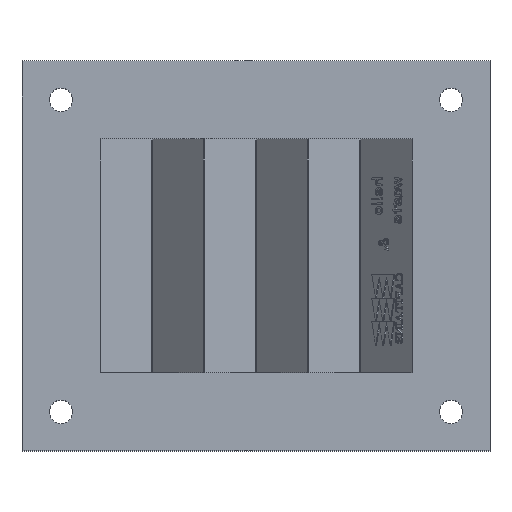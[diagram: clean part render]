
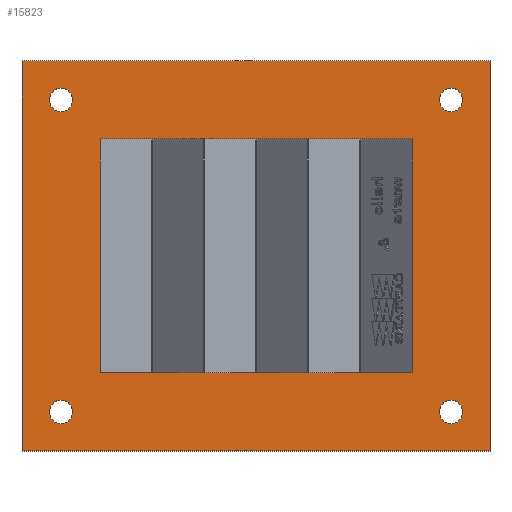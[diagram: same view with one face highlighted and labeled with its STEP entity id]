
A CAD part, top view. The second image highlights one B-rep face of the part: STEP entity #15823.
In plain terms, the highlighted planar face has unit normal (0, 0, 1).
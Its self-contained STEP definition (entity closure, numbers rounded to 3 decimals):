
#8 = CARTESIAN_POINT ( 'NONE',  ( 160.5, 15., 0. ) ) ;
#277 = CARTESIAN_POINT ( 'NONE',  ( 160.5, 135., 0. ) ) ;
#459 = CIRCLE ( 'NONE', #18539, 4.5 ) ;
#544 = CIRCLE ( 'NONE', #956, 4.5 ) ;
#860 = EDGE_CURVE ( 'NONE', #4808, #4176, #15599, .T. ) ;
#956 = AXIS2_PLACEMENT_3D ( 'NONE', #3404, #1751, #1498 ) ;
#1053 = VERTEX_POINT ( 'NONE', #15066 ) ;
#1084 = AXIS2_PLACEMENT_3D ( 'NONE', #20264, #16247, #16610 ) ;
#1498 = DIRECTION ( 'NONE',  ( -1., 0., 0. ) ) ;
#1685 = VECTOR ( 'NONE', #23258, 1000. ) ;
#1737 = ORIENTED_EDGE ( 'NONE', *, *, #19715, .T. ) ;
#1751 = DIRECTION ( 'NONE',  ( 0., 0., -1. ) ) ;
#1964 = CARTESIAN_POINT ( 'NONE',  ( 180., 0., 0. ) ) ;
#1966 = DIRECTION ( 'NONE',  ( -1., 0., 0. ) ) ;
#2004 = CARTESIAN_POINT ( 'NONE',  ( 30., 120., 0. ) ) ;
#2005 = EDGE_CURVE ( 'NONE', #15494, #1053, #19939, .T. ) ;
#2088 = CARTESIAN_POINT ( 'NONE',  ( 19.5, 135., 0. ) ) ;
#2119 = DIRECTION ( 'NONE',  ( -1., 0., 0. ) ) ;
#2174 = DIRECTION ( 'NONE',  ( 0., 0., -1. ) ) ;
#2630 = DIRECTION ( 'NONE',  ( -1., 0., 0. ) ) ;
#2767 = EDGE_LOOP ( 'NONE', ( #8535, #16375, #9717, #11765 ) ) ;
#3122 = AXIS2_PLACEMENT_3D ( 'NONE', #11736, #15634, #7714 ) ;
#3212 = CARTESIAN_POINT ( 'NONE',  ( 30., 120., 0. ) ) ;
#3404 = CARTESIAN_POINT ( 'NONE',  ( 15., 15., 0. ) ) ;
#3719 = FACE_BOUND ( 'NONE', #7798, .T. ) ;
#3739 = VERTEX_POINT ( 'NONE', #18094 ) ;
#4135 = DIRECTION ( 'NONE',  ( 1., 0., 0. ) ) ;
#4176 = VERTEX_POINT ( 'NONE', #10216 ) ;
#4343 = EDGE_CURVE ( 'NONE', #11962, #17378, #544, .T. ) ;
#4449 = DIRECTION ( 'NONE',  ( 0., -1., 0. ) ) ;
#4796 = VECTOR ( 'NONE', #13572, 1000. ) ;
#4808 = VERTEX_POINT ( 'NONE', #3212 ) ;
#5227 = FACE_BOUND ( 'NONE', #20374, .T. ) ;
#5537 = AXIS2_PLACEMENT_3D ( 'NONE', #18828, #22976, #1966 ) ;
#5615 = CARTESIAN_POINT ( 'NONE',  ( 169.5, 135., 0. ) ) ;
#5829 = CARTESIAN_POINT ( 'NONE',  ( 180., 150., 0. ) ) ;
#5842 = LINE ( 'NONE', #9376, #21611 ) ;
#6073 = VECTOR ( 'NONE', #15128, 1000. ) ;
#6142 = CARTESIAN_POINT ( 'NONE',  ( 0., 30., 0. ) ) ;
#6167 = CARTESIAN_POINT ( 'NONE',  ( 165., 15., 0. ) ) ;
#6266 = LINE ( 'NONE', #6142, #8325 ) ;
#6354 = CIRCLE ( 'NONE', #3122, 4.5 ) ;
#6603 = DIRECTION ( 'NONE',  ( 1., 0., 0. ) ) ;
#6749 = ORIENTED_EDGE ( 'NONE', *, *, #4343, .T. ) ;
#6895 = EDGE_CURVE ( 'NONE', #10478, #23457, #10499, .T. ) ;
#7069 = ORIENTED_EDGE ( 'NONE', *, *, #23100, .T. ) ;
#7283 = LINE ( 'NONE', #16834, #4796 ) ;
#7428 = DIRECTION ( 'NONE',  ( -1., 0., 0. ) ) ;
#7695 = ORIENTED_EDGE ( 'NONE', *, *, #8008, .F. ) ;
#7714 = DIRECTION ( 'NONE',  ( -1., 0., 0. ) ) ;
#7798 = EDGE_LOOP ( 'NONE', ( #6749, #1737 ) ) ;
#7868 = VERTEX_POINT ( 'NONE', #5829 ) ;
#7969 = CARTESIAN_POINT ( 'NONE',  ( 180., 150., 0. ) ) ;
#7971 = EDGE_LOOP ( 'NONE', ( #8594, #9838 ) ) ;
#8008 = EDGE_CURVE ( 'NONE', #7868, #11627, #21908, .T. ) ;
#8325 = VECTOR ( 'NONE', #4135, 1000. ) ;
#8357 = ORIENTED_EDGE ( 'NONE', *, *, #2005, .T. ) ;
#8533 = ORIENTED_EDGE ( 'NONE', *, *, #24467, .F. ) ;
#8535 = ORIENTED_EDGE ( 'NONE', *, *, #17711, .F. ) ;
#8572 = EDGE_CURVE ( 'NONE', #1053, #11627, #14160, .T. ) ;
#8594 = ORIENTED_EDGE ( 'NONE', *, *, #16538, .T. ) ;
#8878 = CARTESIAN_POINT ( 'NONE',  ( 0., 150., 0. ) ) ;
#9051 = VERTEX_POINT ( 'NONE', #8 ) ;
#9264 = VERTEX_POINT ( 'NONE', #18595 ) ;
#9376 = CARTESIAN_POINT ( 'NONE',  ( 0., 150., 0. ) ) ;
#9413 = EDGE_CURVE ( 'NONE', #12425, #9264, #7283, .T. ) ;
#9572 = CARTESIAN_POINT ( 'NONE',  ( 15., 15., 0. ) ) ;
#9717 = ORIENTED_EDGE ( 'NONE', *, *, #14120, .T. ) ;
#9838 = ORIENTED_EDGE ( 'NONE', *, *, #19637, .T. ) ;
#10216 = CARTESIAN_POINT ( 'NONE',  ( 30., 30., 0. ) ) ;
#10478 = VERTEX_POINT ( 'NONE', #2088 ) ;
#10499 = CIRCLE ( 'NONE', #24554, 4.5 ) ;
#11382 = FACE_BOUND ( 'NONE', #2767, .T. ) ;
#11627 = VERTEX_POINT ( 'NONE', #1964 ) ;
#11628 = DIRECTION ( 'NONE',  ( 1., 0., 0. ) ) ;
#11736 = CARTESIAN_POINT ( 'NONE',  ( 165., 135., 0. ) ) ;
#11765 = ORIENTED_EDGE ( 'NONE', *, *, #9413, .T. ) ;
#11952 = CIRCLE ( 'NONE', #1084, 4.5 ) ;
#11962 = VERTEX_POINT ( 'NONE', #14345 ) ;
#12317 = DIRECTION ( 'NONE',  ( 0., 0., -1. ) ) ;
#12425 = VERTEX_POINT ( 'NONE', #23745 ) ;
#12518 = VECTOR ( 'NONE', #6603, 1000. ) ;
#12904 = FACE_BOUND ( 'NONE', #7971, .T. ) ;
#13000 = LINE ( 'NONE', #14635, #6073 ) ;
#13048 = CARTESIAN_POINT ( 'NONE',  ( 10.5, 135., 0. ) ) ;
#13572 = DIRECTION ( 'NONE',  ( 0., -1., 0. ) ) ;
#14120 = EDGE_CURVE ( 'NONE', #4808, #12425, #13000, .T. ) ;
#14160 = LINE ( 'NONE', #21707, #12518 ) ;
#14345 = CARTESIAN_POINT ( 'NONE',  ( 10.5, 15., 0. ) ) ;
#14635 = CARTESIAN_POINT ( 'NONE',  ( 0., 120., 0. ) ) ;
#14778 = FACE_BOUND ( 'NONE', #23715, .T. ) ;
#14782 = CIRCLE ( 'NONE', #15585, 4.5 ) ;
#15035 = DIRECTION ( 'NONE',  ( 0., 0., -1. ) ) ;
#15066 = CARTESIAN_POINT ( 'NONE',  ( 0., 0., 0. ) ) ;
#15128 = DIRECTION ( 'NONE',  ( 1., 0., 0. ) ) ;
#15271 = DIRECTION ( 'NONE',  ( -1., 0., 0. ) ) ;
#15494 = VERTEX_POINT ( 'NONE', #21264 ) ;
#15585 = AXIS2_PLACEMENT_3D ( 'NONE', #9572, #20887, #7428 ) ;
#15599 = LINE ( 'NONE', #2004, #1685 ) ;
#15634 = DIRECTION ( 'NONE',  ( 0., 0., -1. ) ) ;
#15823 = ADVANCED_FACE ( 'NONE', ( #14778, #5227, #3719, #12904, #20571, #11382 ), #20695, .F. ) ;
#15988 = CIRCLE ( 'NONE', #5537, 4.5 ) ;
#16098 = CARTESIAN_POINT ( 'NONE',  ( 19.5, 15., 0. ) ) ;
#16247 = DIRECTION ( 'NONE',  ( 0., 0., -1. ) ) ;
#16375 = ORIENTED_EDGE ( 'NONE', *, *, #860, .F. ) ;
#16538 = EDGE_CURVE ( 'NONE', #9051, #3739, #459, .T. ) ;
#16610 = DIRECTION ( 'NONE',  ( -1., 0., 0. ) ) ;
#16653 = ORIENTED_EDGE ( 'NONE', *, *, #8572, .T. ) ;
#16834 = CARTESIAN_POINT ( 'NONE',  ( 150., 120., 0. ) ) ;
#17378 = VERTEX_POINT ( 'NONE', #16098 ) ;
#17468 = CARTESIAN_POINT ( 'NONE',  ( 15., 135., 0. ) ) ;
#17674 = ORIENTED_EDGE ( 'NONE', *, *, #24095, .T. ) ;
#17711 = EDGE_CURVE ( 'NONE', #4176, #9264, #6266, .T. ) ;
#17905 = VERTEX_POINT ( 'NONE', #5615 ) ;
#18039 = AXIS2_PLACEMENT_3D ( 'NONE', #17468, #19351, #2119 ) ;
#18094 = CARTESIAN_POINT ( 'NONE',  ( 169.5, 15., 0. ) ) ;
#18483 = EDGE_LOOP ( 'NONE', ( #16653, #7695, #8533, #8357 ) ) ;
#18539 = AXIS2_PLACEMENT_3D ( 'NONE', #6167, #12317, #2630 ) ;
#18595 = CARTESIAN_POINT ( 'NONE',  ( 150., 30., 0. ) ) ;
#18828 = CARTESIAN_POINT ( 'NONE',  ( 165., 135., 0. ) ) ;
#18940 = AXIS2_PLACEMENT_3D ( 'NONE', #8878, #15035, #20816 ) ;
#19351 = DIRECTION ( 'NONE',  ( 0., 0., -1. ) ) ;
#19637 = EDGE_CURVE ( 'NONE', #3739, #9051, #11952, .T. ) ;
#19715 = EDGE_CURVE ( 'NONE', #17378, #11962, #14782, .T. ) ;
#19939 = LINE ( 'NONE', #24080, #24609 ) ;
#20264 = CARTESIAN_POINT ( 'NONE',  ( 165., 15., 0. ) ) ;
#20374 = EDGE_LOOP ( 'NONE', ( #7069, #21410 ) ) ;
#20559 = VERTEX_POINT ( 'NONE', #277 ) ;
#20571 = FACE_OUTER_BOUND ( 'NONE', #18483, .T. ) ;
#20601 = EDGE_CURVE ( 'NONE', #17905, #20559, #6354, .T. ) ;
#20695 = PLANE ( 'NONE',  #18940 ) ;
#20816 = DIRECTION ( 'NONE',  ( -1., 0., 0. ) ) ;
#20886 = ORIENTED_EDGE ( 'NONE', *, *, #20601, .T. ) ;
#20887 = DIRECTION ( 'NONE',  ( 0., 0., -1. ) ) ;
#21264 = CARTESIAN_POINT ( 'NONE',  ( 0., 150., 0. ) ) ;
#21410 = ORIENTED_EDGE ( 'NONE', *, *, #6895, .T. ) ;
#21611 = VECTOR ( 'NONE', #11628, 1000. ) ;
#21707 = CARTESIAN_POINT ( 'NONE',  ( 0., 0., 0. ) ) ;
#21908 = LINE ( 'NONE', #7969, #23973 ) ;
#22318 = DIRECTION ( 'NONE',  ( 0., -1., 0. ) ) ;
#22930 = CARTESIAN_POINT ( 'NONE',  ( 15., 135., 0. ) ) ;
#22976 = DIRECTION ( 'NONE',  ( 0., 0., -1. ) ) ;
#23100 = EDGE_CURVE ( 'NONE', #23457, #10478, #24044, .T. ) ;
#23258 = DIRECTION ( 'NONE',  ( 0., -1., 0. ) ) ;
#23457 = VERTEX_POINT ( 'NONE', #13048 ) ;
#23715 = EDGE_LOOP ( 'NONE', ( #17674, #20886 ) ) ;
#23745 = CARTESIAN_POINT ( 'NONE',  ( 150., 120., 0. ) ) ;
#23973 = VECTOR ( 'NONE', #4449, 1000. ) ;
#24044 = CIRCLE ( 'NONE', #18039, 4.5 ) ;
#24080 = CARTESIAN_POINT ( 'NONE',  ( 0., 150., 0. ) ) ;
#24095 = EDGE_CURVE ( 'NONE', #20559, #17905, #15988, .T. ) ;
#24467 = EDGE_CURVE ( 'NONE', #15494, #7868, #5842, .T. ) ;
#24554 = AXIS2_PLACEMENT_3D ( 'NONE', #22930, #2174, #15271 ) ;
#24609 = VECTOR ( 'NONE', #22318, 1000. ) ;
